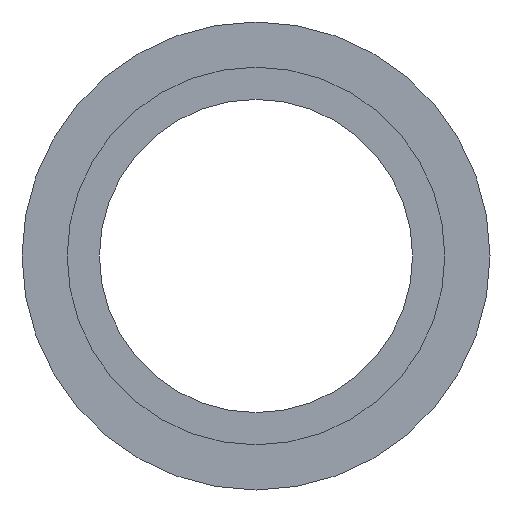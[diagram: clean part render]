
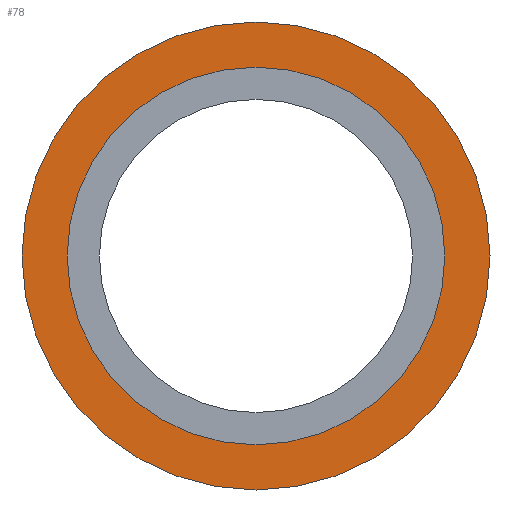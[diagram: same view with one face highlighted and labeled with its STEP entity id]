
A CAD part, front view. The second image highlights one B-rep face of the part: STEP entity #78.
In plain terms, the highlighted planar face has unit normal (0, -1, 0).
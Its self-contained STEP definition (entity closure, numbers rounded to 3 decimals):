
#13 = DIRECTION ( 'NONE',  ( 0., 1., 0. ) ) ;
#36 = CARTESIAN_POINT ( 'NONE',  ( 0., 0., 0. ) ) ;
#37 = CARTESIAN_POINT ( 'NONE',  ( 0., 0., 20.5 ) ) ;
#42 = DIRECTION ( 'NONE',  ( 0., 0., 1. ) ) ;
#56 = EDGE_LOOP ( 'NONE', ( #287, #76 ) ) ;
#61 = DIRECTION ( 'NONE',  ( 0., 1., 0. ) ) ;
#72 = CIRCLE ( 'NONE', #428, 20.5 ) ;
#76 = ORIENTED_EDGE ( 'NONE', *, *, #122, .T. ) ;
#78 = ADVANCED_FACE ( 'NONE', ( #312, #315 ), #117, .F. ) ;
#92 = CARTESIAN_POINT ( 'NONE',  ( 0., 0., -20.5 ) ) ;
#97 = CARTESIAN_POINT ( 'NONE',  ( 0., 0., 25.4 ) ) ;
#110 = DIRECTION ( 'NONE',  ( 0., 0., 1. ) ) ;
#117 = PLANE ( 'NONE',  #425 ) ;
#122 = EDGE_CURVE ( 'NONE', #323, #151, #72, .T. ) ;
#133 = DIRECTION ( 'NONE',  ( 0., 0., 1. ) ) ;
#138 = VERTEX_POINT ( 'NONE', #97 ) ;
#139 = ORIENTED_EDGE ( 'NONE', *, *, #370, .F. ) ;
#144 = VERTEX_POINT ( 'NONE', #221 ) ;
#151 = VERTEX_POINT ( 'NONE', #37 ) ;
#158 = CARTESIAN_POINT ( 'NONE',  ( 25.4, 0., 0. ) ) ;
#176 = EDGE_LOOP ( 'NONE', ( #139, #420 ) ) ;
#221 = CARTESIAN_POINT ( 'NONE',  ( 0., 0., -25.4 ) ) ;
#225 = DIRECTION ( 'NONE',  ( 0., 1., 0. ) ) ;
#230 = DIRECTION ( 'NONE',  ( 0., 0., 1. ) ) ;
#247 = AXIS2_PLACEMENT_3D ( 'NONE', #365, #360, #230 ) ;
#264 = CARTESIAN_POINT ( 'NONE',  ( 0., 0., 0. ) ) ;
#287 = ORIENTED_EDGE ( 'NONE', *, *, #363, .T. ) ;
#309 = DIRECTION ( 'NONE',  ( 0., 1., 0. ) ) ;
#312 = FACE_OUTER_BOUND ( 'NONE', #176, .T. ) ;
#315 = FACE_BOUND ( 'NONE', #56, .T. ) ;
#323 = VERTEX_POINT ( 'NONE', #92 ) ;
#324 = DIRECTION ( 'NONE',  ( 0., 0., 1. ) ) ;
#330 = AXIS2_PLACEMENT_3D ( 'NONE', #348, #225, #324 ) ;
#338 = CIRCLE ( 'NONE', #371, 25.4 ) ;
#346 = EDGE_CURVE ( 'NONE', #144, #138, #338, .T. ) ;
#348 = CARTESIAN_POINT ( 'NONE',  ( 0., 0., 0. ) ) ;
#360 = DIRECTION ( 'NONE',  ( 0., 1., 0. ) ) ;
#363 = EDGE_CURVE ( 'NONE', #151, #323, #390, .T. ) ;
#365 = CARTESIAN_POINT ( 'NONE',  ( 0., 0., 0. ) ) ;
#366 = CIRCLE ( 'NONE', #247, 25.4 ) ;
#370 = EDGE_CURVE ( 'NONE', #138, #144, #366, .T. ) ;
#371 = AXIS2_PLACEMENT_3D ( 'NONE', #36, #61, #133 ) ;
#390 = CIRCLE ( 'NONE', #330, 20.5 ) ;
#420 = ORIENTED_EDGE ( 'NONE', *, *, #346, .F. ) ;
#425 = AXIS2_PLACEMENT_3D ( 'NONE', #158, #13, #42 ) ;
#428 = AXIS2_PLACEMENT_3D ( 'NONE', #264, #309, #110 ) ;
